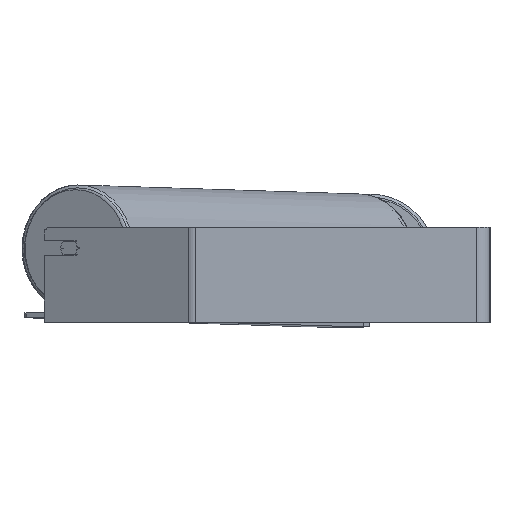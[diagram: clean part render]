
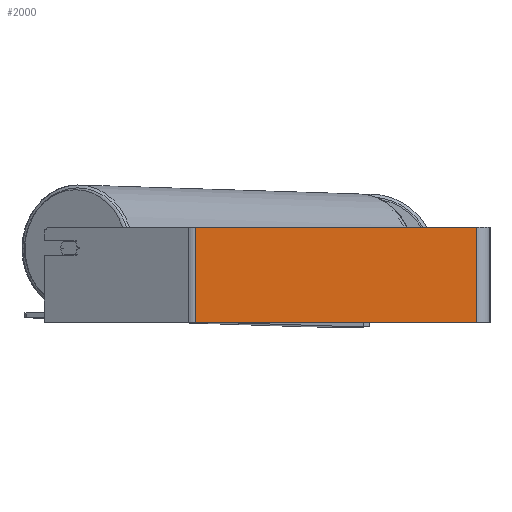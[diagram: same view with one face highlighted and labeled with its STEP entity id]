
A CAD part, left-side view. The second image highlights one B-rep face of the part: STEP entity #2000.
In plain terms, the highlighted planar face has unit normal (-1, 0, 0).
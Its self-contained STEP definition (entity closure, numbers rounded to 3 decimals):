
#224 = ORIENTED_EDGE ( 'NONE', *, *, #4842, .F. ) ;
#287 = LINE ( 'NONE', #3333, #337 ) ;
#337 = VECTOR ( 'NONE', #2527, 1000. ) ;
#833 = ORIENTED_EDGE ( 'NONE', *, *, #4780, .F. ) ;
#939 = VECTOR ( 'NONE', #1188, 1000. ) ;
#1188 = DIRECTION ( 'NONE',  ( 0., -1., 0. ) ) ;
#1330 = EDGE_CURVE ( 'NONE', #7236, #3714, #4655, .T. ) ;
#1342 = CARTESIAN_POINT ( 'NONE',  ( -945., 309.521, -50. ) ) ;
#1357 = CARTESIAN_POINT ( 'NONE',  ( -945., 14., 50. ) ) ;
#2000 = ADVANCED_FACE ( 'NONE', ( #7172 ), #7830, .F. ) ;
#2527 = DIRECTION ( 'NONE',  ( 0., 0., -1. ) ) ;
#3070 = EDGE_LOOP ( 'NONE', ( #5349, #833, #224, #4642 ) ) ;
#3311 = VERTEX_POINT ( 'NONE', #1357 ) ;
#3313 = CARTESIAN_POINT ( 'NONE',  ( -945., 14., -50. ) ) ;
#3333 = CARTESIAN_POINT ( 'NONE',  ( -945., 14., 50. ) ) ;
#3430 = LINE ( 'NONE', #4650, #939 ) ;
#3714 = VERTEX_POINT ( 'NONE', #1342 ) ;
#4276 = DIRECTION ( 'NONE',  ( 1., 0., 0. ) ) ;
#4348 = VERTEX_POINT ( 'NONE', #3313 ) ;
#4575 = CARTESIAN_POINT ( 'NONE',  ( -945., 309.521, 50. ) ) ;
#4642 = ORIENTED_EDGE ( 'NONE', *, *, #1330, .T. ) ;
#4650 = CARTESIAN_POINT ( 'NONE',  ( -945., 313.272, 50. ) ) ;
#4655 = LINE ( 'NONE', #6633, #6212 ) ;
#4780 = EDGE_CURVE ( 'NONE', #3311, #4348, #287, .T. ) ;
#4842 = EDGE_CURVE ( 'NONE', #7236, #3311, #3430, .T. ) ;
#4889 = VECTOR ( 'NONE', #6784, 1000. ) ;
#5349 = ORIENTED_EDGE ( 'NONE', *, *, #6651, .T. ) ;
#5425 = DIRECTION ( 'NONE',  ( 0., 0., -1. ) ) ;
#5879 = LINE ( 'NONE', #8769, #4889 ) ;
#6212 = VECTOR ( 'NONE', #5425, 1000. ) ;
#6633 = CARTESIAN_POINT ( 'NONE',  ( -945., 309.521, 50. ) ) ;
#6651 = EDGE_CURVE ( 'NONE', #3714, #4348, #5879, .T. ) ;
#6784 = DIRECTION ( 'NONE',  ( 0., -1., 0. ) ) ;
#7172 = FACE_OUTER_BOUND ( 'NONE', #3070, .T. ) ;
#7236 = VERTEX_POINT ( 'NONE', #4575 ) ;
#7720 = AXIS2_PLACEMENT_3D ( 'NONE', #8013, #4276, #9301 ) ;
#7830 = PLANE ( 'NONE',  #7720 ) ;
#8013 = CARTESIAN_POINT ( 'NONE',  ( -945., 313.272, 50. ) ) ;
#8769 = CARTESIAN_POINT ( 'NONE',  ( -945., 313.272, -50. ) ) ;
#9301 = DIRECTION ( 'NONE',  ( 0., 0., -1. ) ) ;
